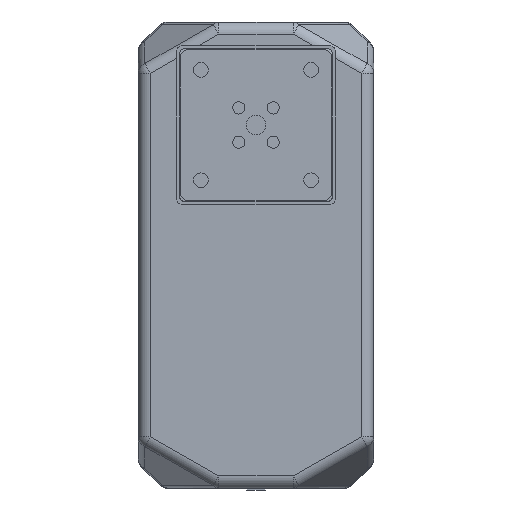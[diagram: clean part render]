
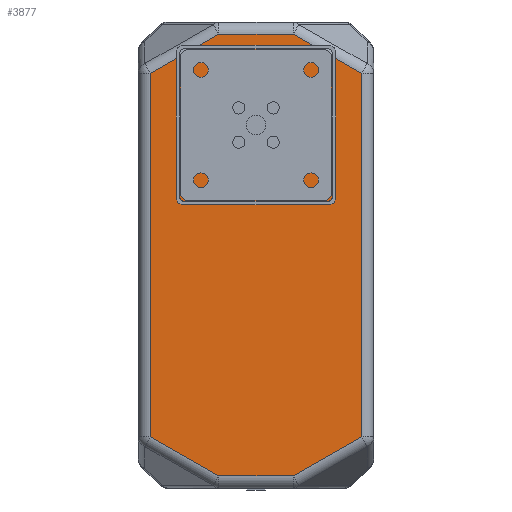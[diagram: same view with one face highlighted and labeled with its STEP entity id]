
A CAD part, front view. The second image highlights one B-rep face of the part: STEP entity #3877.
In plain terms, the highlighted planar face has unit normal (0, -1, 0).
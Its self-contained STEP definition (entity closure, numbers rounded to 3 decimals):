
#1=DIRECTION('',(-0.868,0.,-0.496));
#2=VECTOR('',#1,32.09);
#3=CARTESIAN_POINT('',(43.,476.,-127.079));
#4=LINE('',#3,#2);
#5=DIRECTION('',(-0.868,0.,0.496));
#6=VECTOR('',#5,32.09);
#7=CARTESIAN_POINT('',(-15.139,476.,-143.));
#8=LINE('',#7,#6);
#9=DIRECTION('',(0.868,0.,0.496));
#10=VECTOR('',#9,32.09);
#11=CARTESIAN_POINT('',(-43.,476.,21.079));
#12=LINE('',#11,#10);
#13=DIRECTION('',(0.868,0.,-0.496));
#14=VECTOR('',#13,32.09);
#15=CARTESIAN_POINT('',(15.139,476.,37.));
#16=LINE('',#15,#14);
#17=CARTESIAN_POINT('',(18.,476.,-18.));
#18=DIRECTION('',(0.,-1.,0.));
#19=DIRECTION('',(0.,0.,1.));
#20=AXIS2_PLACEMENT_3D('',#17,#18,#19);
#22=CARTESIAN_POINT('',(18.,476.,-18.));
#23=DIRECTION('',(0.,-1.,0.));
#24=DIRECTION('',(0.,0.,-1.));
#25=AXIS2_PLACEMENT_3D('',#22,#23,#24);
#27=CARTESIAN_POINT('',(-18.,476.,18.));
#28=DIRECTION('',(0.,-1.,0.));
#29=DIRECTION('',(0.,0.,1.));
#30=AXIS2_PLACEMENT_3D('',#27,#28,#29);
#32=CARTESIAN_POINT('',(-18.,476.,18.));
#33=DIRECTION('',(0.,-1.,0.));
#34=DIRECTION('',(0.,0.,-1.));
#35=AXIS2_PLACEMENT_3D('',#32,#33,#34);
#37=DIRECTION('',(0.707,0.,-0.707));
#38=VECTOR('',#37,32.);
#39=CARTESIAN_POINT('',(-22.627,476.,0.));
#40=LINE('',#39,#38);
#41=DIRECTION('',(0.707,0.,0.707));
#42=VECTOR('',#41,32.);
#43=CARTESIAN_POINT('',(0.,476.,-22.627));
#44=LINE('',#43,#42);
#45=DIRECTION('',(-0.707,0.,0.707));
#46=VECTOR('',#45,32.);
#47=CARTESIAN_POINT('',(22.627,476.,0.));
#48=LINE('',#47,#46);
#49=DIRECTION('',(-0.707,0.,-0.707));
#50=VECTOR('',#49,32.);
#51=CARTESIAN_POINT('',(0.,476.,22.627));
#52=LINE('',#51,#50);
#82=DIRECTION('',(0.,0.,1.));
#83=VECTOR('',#82,148.158);
#84=CARTESIAN_POINT('',(43.,476.,-127.079));
#85=LINE('',#84,#83);
#136=DIRECTION('',(-1.,0.,0.));
#137=VECTOR('',#136,30.277);
#138=CARTESIAN_POINT('',(15.139,476.,37.));
#139=LINE('',#138,#137);
#194=DIRECTION('',(0.,0.,-1.));
#195=VECTOR('',#194,148.158);
#196=CARTESIAN_POINT('',(-43.,476.,21.079));
#197=LINE('',#196,#195);
#256=DIRECTION('',(1.,0.,0.));
#257=VECTOR('',#256,30.277);
#258=CARTESIAN_POINT('',(-15.139,476.,-143.));
#259=LINE('',#258,#257);
#2989=CARTESIAN_POINT('',(43.,476.,-127.079));
#2990=CARTESIAN_POINT('',(15.139,476.,-143.));
#2991=VERTEX_POINT('',#2989);
#2992=VERTEX_POINT('',#2990);
#2993=CARTESIAN_POINT('',(-15.139,476.,-143.));
#2994=VERTEX_POINT('',#2993);
#2995=CARTESIAN_POINT('',(-43.,476.,-127.079));
#2996=VERTEX_POINT('',#2995);
#2997=CARTESIAN_POINT('',(-43.,476.,21.079));
#2998=VERTEX_POINT('',#2997);
#2999=CARTESIAN_POINT('',(-15.139,476.,37.));
#3000=VERTEX_POINT('',#2999);
#3001=CARTESIAN_POINT('',(15.139,476.,37.));
#3002=VERTEX_POINT('',#3001);
#3003=CARTESIAN_POINT('',(43.,476.,21.079));
#3004=VERTEX_POINT('',#3003);
#3005=CARTESIAN_POINT('',(18.,476.,-15.9));
#3006=CARTESIAN_POINT('',(18.,476.,-20.1));
#3007=VERTEX_POINT('',#3005);
#3008=VERTEX_POINT('',#3006);
#3009=CARTESIAN_POINT('',(-18.,476.,20.1));
#3010=CARTESIAN_POINT('',(-18.,476.,15.9));
#3011=VERTEX_POINT('',#3009);
#3012=VERTEX_POINT('',#3010);
#3013=CARTESIAN_POINT('',(-22.627,476.,0.));
#3014=CARTESIAN_POINT('',(0.,476.,-22.627));
#3015=VERTEX_POINT('',#3013);
#3016=VERTEX_POINT('',#3014);
#3017=CARTESIAN_POINT('',(22.627,476.,0.));
#3018=VERTEX_POINT('',#3017);
#3019=CARTESIAN_POINT('',(0.,476.,22.627));
#3020=VERTEX_POINT('',#3019);
#3832=CARTESIAN_POINT('',(-48.,476.,-148.));
#3833=DIRECTION('',(0.,-1.,0.));
#3834=DIRECTION('',(-1.,0.,0.));
#3835=AXIS2_PLACEMENT_3D('',#3832,#3833,#3834);
#3836=PLANE('',#3835);
#3838=ORIENTED_EDGE('',*,*,#3837,.T.);
#3840=ORIENTED_EDGE('',*,*,#3839,.F.);
#3842=ORIENTED_EDGE('',*,*,#3841,.T.);
#3844=ORIENTED_EDGE('',*,*,#3843,.F.);
#3846=ORIENTED_EDGE('',*,*,#3845,.T.);
#3848=ORIENTED_EDGE('',*,*,#3847,.F.);
#3850=ORIENTED_EDGE('',*,*,#3849,.T.);
#3852=ORIENTED_EDGE('',*,*,#3851,.F.);
#3853=EDGE_LOOP('',(#3838,#3840,#3842,#3844,#3846,#3848,#3850,#3852));
#3854=FACE_OUTER_BOUND('',#3853,.F.);
#3856=ORIENTED_EDGE('',*,*,#3855,.T.);
#3858=ORIENTED_EDGE('',*,*,#3857,.T.);
#3859=EDGE_LOOP('',(#3856,#3858));
#3860=FACE_BOUND('',#3859,.F.);
#3862=ORIENTED_EDGE('',*,*,#3861,.T.);
#3864=ORIENTED_EDGE('',*,*,#3863,.T.);
#3865=EDGE_LOOP('',(#3862,#3864));
#3866=FACE_BOUND('',#3865,.F.);
#3868=ORIENTED_EDGE('',*,*,#3867,.T.);
#3870=ORIENTED_EDGE('',*,*,#3869,.T.);
#3872=ORIENTED_EDGE('',*,*,#3871,.T.);
#3874=ORIENTED_EDGE('',*,*,#3873,.T.);
#3875=EDGE_LOOP('',(#3868,#3870,#3872,#3874));
#3876=FACE_BOUND('',#3875,.F.);
#3877=ADVANCED_FACE('',(#3854,#3860,#3866,#3876),#3836,.T.);
#21=CIRCLE('',#20,2.1);
#26=CIRCLE('',#25,2.1);
#31=CIRCLE('',#30,2.1);
#36=CIRCLE('',#35,2.1);
#3837=EDGE_CURVE('',#2991,#2992,#4,.T.);
#3839=EDGE_CURVE('',#2994,#2992,#259,.T.);
#3841=EDGE_CURVE('',#2994,#2996,#8,.T.);
#3843=EDGE_CURVE('',#2998,#2996,#197,.T.);
#3845=EDGE_CURVE('',#2998,#3000,#12,.T.);
#3847=EDGE_CURVE('',#3002,#3000,#139,.T.);
#3849=EDGE_CURVE('',#3002,#3004,#16,.T.);
#3851=EDGE_CURVE('',#2991,#3004,#85,.T.);
#3855=EDGE_CURVE('',#3007,#3008,#21,.T.);
#3857=EDGE_CURVE('',#3008,#3007,#26,.T.);
#3861=EDGE_CURVE('',#3011,#3012,#31,.T.);
#3863=EDGE_CURVE('',#3012,#3011,#36,.T.);
#3867=EDGE_CURVE('',#3015,#3016,#40,.T.);
#3869=EDGE_CURVE('',#3016,#3018,#44,.T.);
#3871=EDGE_CURVE('',#3018,#3020,#48,.T.);
#3873=EDGE_CURVE('',#3020,#3015,#52,.T.);
